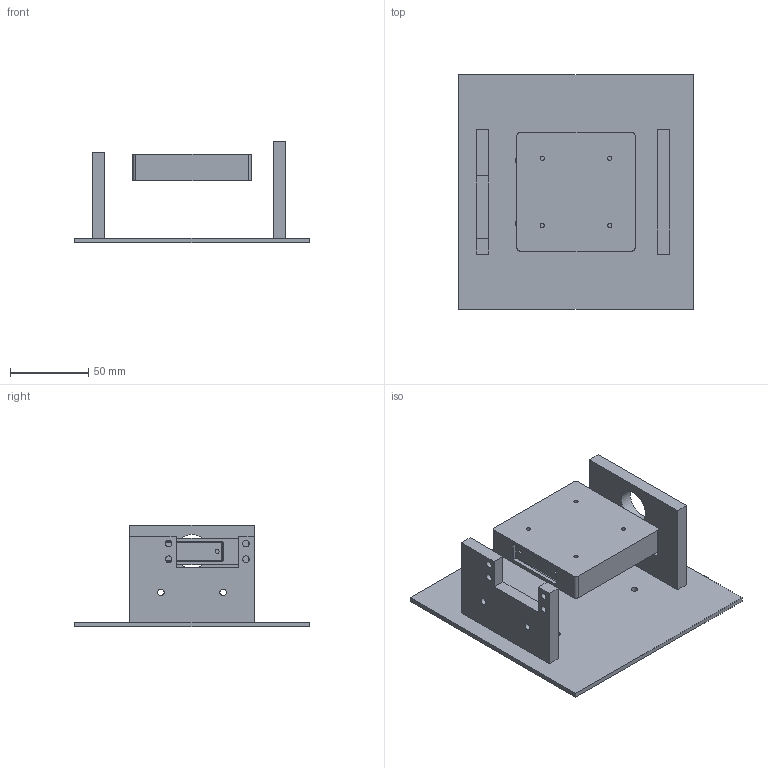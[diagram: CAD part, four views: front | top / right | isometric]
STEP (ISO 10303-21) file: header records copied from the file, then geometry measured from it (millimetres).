
FILE_DESCRIPTION(/* description */ (''),/* implementation_level */ '2;1');
FILE_NAME(/* name */ 'lidar_mount.step',/* time_stamp */ '2025-04-16T21:49:26+02:00',/* author */ (''),/* organization */ (''),/* preprocessor_version */ 'ST-DEVELOPER v20.1',/* originating_system */ 'Autodesk Translation Framework v14.4.0.0',/* authorisation */ '');
FILE_SCHEMA (('AUTOMOTIVE_DESIGN { 1 0 10303 214 3 1 1 }'));
Length unit declared in the file: millimetre
Products named in the file (1): LiDAR mounting
Bounding box: 150 x 150 x 65 mm (x, y, z)
Volume: 214972.2 mm3; surface area: 87754.1 mm2
Topology: 4 solids, 4 shells, 95 faces, 230 edges, 148 vertices
Faces by surface type: plane 45, cylinder 42, sphere 4, torus 4
Full cylindrical faces by diameter (mm): 2.4 x2, 2.7 x4, 4.2 x8, 4.3 x4, 8.4 x1, 21.7 x1
Entity records: 2901 total; most frequent: DIRECTION 506, CARTESIAN_POINT 494, ORIENTED_EDGE 460, EDGE_CURVE 230, AXIS2_PLACEMENT_3D 184, VERTEX_POINT 148, LINE 138, VECTOR 138
